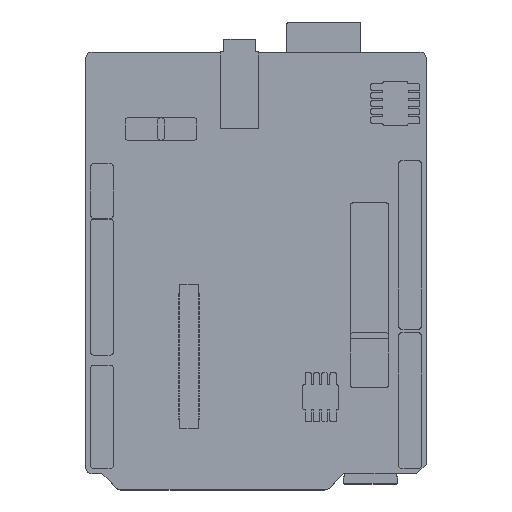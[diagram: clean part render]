
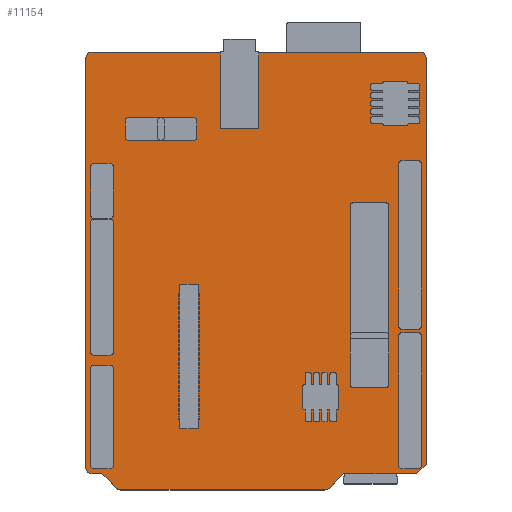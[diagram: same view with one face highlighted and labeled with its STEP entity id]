
A CAD part, top view. The second image highlights one B-rep face of the part: STEP entity #11154.
In plain terms, the highlighted planar face has unit normal (0, 0, 1).
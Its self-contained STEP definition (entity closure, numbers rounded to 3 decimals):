
#9800=CIRCLE('',#58053,1.);
#9802=CIRCLE('',#58057,1.);
#9804=CIRCLE('',#58062,1.);
#9806=CIRCLE('',#58066,1.);
#9808=CIRCLE('',#58070,0.5);
#9810=CIRCLE('',#58074,0.5);
#9812=CIRCLE('',#58078,1.);
#11154=ADVANCED_FACE('',(#15810),#13777,.F.);
#13777=PLANE('',#58084);
#15810=FACE_OUTER_BOUND('',#18741,.T.);
#18741=EDGE_LOOP('',(#21864,#21865,#21866,#21867,#21868,#21869,#21870,#21871,
#21872,#21873,#21874,#21875,#21876,#21877,#21878,#21879,#21880,#21881));
#21864=ORIENTED_EDGE('',*,*,#40066,.F.);
#21865=ORIENTED_EDGE('',*,*,#40117,.F.);
#21866=ORIENTED_EDGE('',*,*,#40114,.F.);
#21867=ORIENTED_EDGE('',*,*,#40111,.F.);
#21868=ORIENTED_EDGE('',*,*,#40108,.F.);
#21869=ORIENTED_EDGE('',*,*,#40105,.F.);
#21870=ORIENTED_EDGE('',*,*,#40102,.F.);
#21871=ORIENTED_EDGE('',*,*,#40099,.F.);
#21872=ORIENTED_EDGE('',*,*,#40096,.F.);
#21873=ORIENTED_EDGE('',*,*,#40093,.F.);
#21874=ORIENTED_EDGE('',*,*,#40090,.F.);
#21875=ORIENTED_EDGE('',*,*,#40087,.F.);
#21876=ORIENTED_EDGE('',*,*,#40084,.F.);
#21877=ORIENTED_EDGE('',*,*,#40081,.F.);
#21878=ORIENTED_EDGE('',*,*,#40078,.F.);
#21879=ORIENTED_EDGE('',*,*,#40075,.F.);
#21880=ORIENTED_EDGE('',*,*,#40072,.F.);
#21881=ORIENTED_EDGE('',*,*,#40069,.F.);
#35365=VERTEX_POINT('',#76633);
#35366=VERTEX_POINT('',#76635);
#35368=VERTEX_POINT('',#76641);
#35370=VERTEX_POINT('',#76647);
#35372=VERTEX_POINT('',#76653);
#35374=VERTEX_POINT('',#76659);
#35376=VERTEX_POINT('',#76665);
#35378=VERTEX_POINT('',#76671);
#35380=VERTEX_POINT('',#76677);
#35382=VERTEX_POINT('',#76683);
#35384=VERTEX_POINT('',#76689);
#35386=VERTEX_POINT('',#76695);
#35388=VERTEX_POINT('',#76701);
#35390=VERTEX_POINT('',#76707);
#35392=VERTEX_POINT('',#76713);
#35394=VERTEX_POINT('',#76719);
#35396=VERTEX_POINT('',#76725);
#35398=VERTEX_POINT('',#76731);
#40066=EDGE_CURVE('',#35365,#35366,#9800,.T.);
#40069=EDGE_CURVE('',#35366,#35368,#46820,.T.);
#40072=EDGE_CURVE('',#35368,#35370,#9802,.T.);
#40075=EDGE_CURVE('',#35370,#35372,#46824,.T.);
#40078=EDGE_CURVE('',#35372,#35374,#46827,.T.);
#40081=EDGE_CURVE('',#35374,#35376,#9804,.T.);
#40084=EDGE_CURVE('',#35376,#35378,#46831,.T.);
#40087=EDGE_CURVE('',#35378,#35380,#9806,.T.);
#40090=EDGE_CURVE('',#35380,#35382,#46835,.T.);
#40093=EDGE_CURVE('',#35382,#35384,#9808,.T.);
#40096=EDGE_CURVE('',#35384,#35386,#46839,.T.);
#40099=EDGE_CURVE('',#35386,#35388,#9810,.T.);
#40102=EDGE_CURVE('',#35388,#35390,#46843,.T.);
#40105=EDGE_CURVE('',#35390,#35392,#9812,.T.);
#40108=EDGE_CURVE('',#35392,#35394,#46847,.T.);
#40111=EDGE_CURVE('',#35394,#35396,#46850,.T.);
#40114=EDGE_CURVE('',#35396,#35398,#46853,.T.);
#40117=EDGE_CURVE('',#35398,#35365,#46856,.T.);
#46820=LINE('',#76640,#52332);
#46824=LINE('',#76652,#52336);
#46827=LINE('',#76658,#52339);
#46831=LINE('',#76670,#52343);
#46835=LINE('',#76682,#52347);
#46839=LINE('',#76694,#52351);
#46843=LINE('',#76706,#52355);
#46847=LINE('',#76718,#52359);
#46850=LINE('',#76724,#52362);
#46853=LINE('',#76730,#52365);
#46856=LINE('',#76735,#52368);
#52332=VECTOR('',#62656,1.);
#52336=VECTOR('',#62668,1.);
#52339=VECTOR('',#62673,1.);
#52343=VECTOR('',#62685,1.);
#52347=VECTOR('',#62697,1.);
#52351=VECTOR('',#62709,1.);
#52355=VECTOR('',#62721,1.);
#52359=VECTOR('',#62733,1.);
#52362=VECTOR('',#62738,1.);
#52365=VECTOR('',#62743,1.);
#52368=VECTOR('',#62748,1.);
#58053=AXIS2_PLACEMENT_3D('',#76634,#62650,#62651);
#58057=AXIS2_PLACEMENT_3D('',#76646,#62662,#62663);
#58062=AXIS2_PLACEMENT_3D('',#76664,#62679,#62680);
#58066=AXIS2_PLACEMENT_3D('',#76676,#62691,#62692);
#58070=AXIS2_PLACEMENT_3D('',#76688,#62703,#62704);
#58074=AXIS2_PLACEMENT_3D('',#76700,#62715,#62716);
#58078=AXIS2_PLACEMENT_3D('',#76712,#62727,#62728);
#58084=AXIS2_PLACEMENT_3D('',#76737,#62751,#62752);
#62650=DIRECTION('',(0.,0.,-1.));
#62651=DIRECTION('',(1.,0.,0.));
#62656=DIRECTION('',(-1.,0.,0.));
#62662=DIRECTION('',(0.,0.,-1.));
#62663=DIRECTION('',(1.,0.,0.));
#62668=DIRECTION('',(-0.707,0.707,0.));
#62673=DIRECTION('',(-1.,0.,0.));
#62679=DIRECTION('',(0.,0.,-1.));
#62680=DIRECTION('',(1.,0.,0.));
#62685=DIRECTION('',(0.,1.,0.));
#62691=DIRECTION('',(0.,0.,-1.));
#62692=DIRECTION('',(1.,0.,0.));
#62697=DIRECTION('',(1.,0.,0.));
#62703=DIRECTION('',(0.,0.,1.));
#62704=DIRECTION('',(1.,0.,0.));
#62709=DIRECTION('',(1.,0.,0.));
#62715=DIRECTION('',(0.,0.,1.));
#62716=DIRECTION('',(1.,0.,0.));
#62721=DIRECTION('',(1.,0.,0.));
#62727=DIRECTION('',(0.,0.,-1.));
#62728=DIRECTION('',(1.,0.,0.));
#62733=DIRECTION('',(0.,-1.,0.));
#62738=DIRECTION('',(-0.707,-0.707,0.));
#62743=DIRECTION('',(-1.,0.,0.));
#62748=DIRECTION('',(-0.707,-0.707,0.));
#62751=DIRECTION('',(0.,0.,-1.));
#62752=DIRECTION('',(-1.,0.,0.));
#76633=CARTESIAN_POINT('',(38.139,0.293,1.6));
#76634=CARTESIAN_POINT('',(37.432,1.,1.6));
#76635=CARTESIAN_POINT('',(37.432,0.,1.6));
#76640=CARTESIAN_POINT('',(37.432,0.,1.6));
#76641=CARTESIAN_POINT('',(5.494,0.,1.6));
#76646=CARTESIAN_POINT('',(5.494,1.,1.6));
#76647=CARTESIAN_POINT('',(4.787,0.293,1.6));
#76652=CARTESIAN_POINT('',(4.787,0.293,1.6));
#76653=CARTESIAN_POINT('',(2.54,2.54,1.6));
#76658=CARTESIAN_POINT('',(2.54,2.54,1.6));
#76659=CARTESIAN_POINT('',(1.,2.54,1.6));
#76664=CARTESIAN_POINT('',(1.,3.54,1.6));
#76665=CARTESIAN_POINT('',(0.,3.54,1.6));
#76670=CARTESIAN_POINT('',(0.,3.54,1.6));
#76671=CARTESIAN_POINT('',(0.,67.58,1.6));
#76676=CARTESIAN_POINT('',(1.,67.58,1.6));
#76677=CARTESIAN_POINT('',(1.,68.58,1.6));
#76682=CARTESIAN_POINT('',(1.,68.58,1.6));
#76683=CARTESIAN_POINT('',(22.447,68.58,1.6));
#76688=CARTESIAN_POINT('',(22.88,68.83,1.6));
#76689=CARTESIAN_POINT('',(22.88,68.33,1.6));
#76694=CARTESIAN_POINT('',(22.88,68.33,1.6));
#76695=CARTESIAN_POINT('',(25.38,68.33,1.6));
#76700=CARTESIAN_POINT('',(25.38,68.83,1.6));
#76701=CARTESIAN_POINT('',(25.813,68.58,1.6));
#76706=CARTESIAN_POINT('',(25.813,68.58,1.6));
#76707=CARTESIAN_POINT('',(52.34,68.58,1.6));
#76712=CARTESIAN_POINT('',(52.34,67.58,1.6));
#76713=CARTESIAN_POINT('',(53.34,67.58,1.6));
#76718=CARTESIAN_POINT('',(53.34,67.58,1.6));
#76719=CARTESIAN_POINT('',(53.34,4.064,1.6));
#76724=CARTESIAN_POINT('',(53.34,4.064,1.6));
#76725=CARTESIAN_POINT('',(51.816,2.54,1.6));
#76730=CARTESIAN_POINT('',(51.816,2.54,1.6));
#76731=CARTESIAN_POINT('',(40.386,2.54,1.6));
#76735=CARTESIAN_POINT('',(40.386,2.54,1.6));
#76737=CARTESIAN_POINT('',(37.432,1.,1.6));
